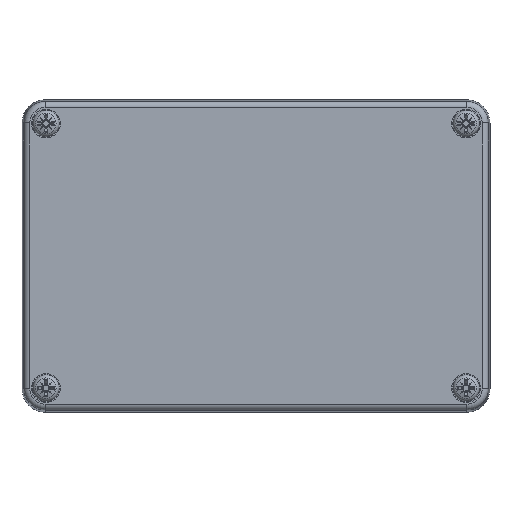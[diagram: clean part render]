
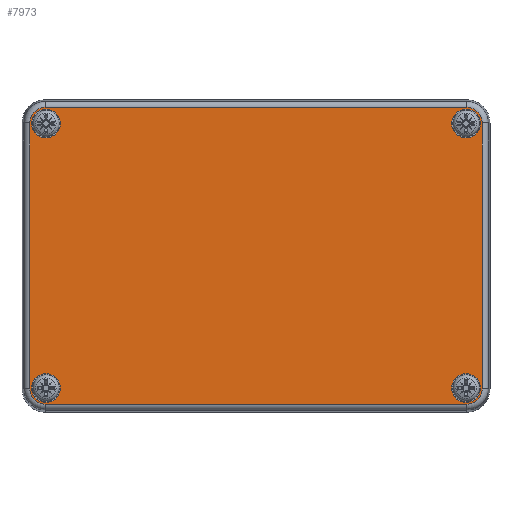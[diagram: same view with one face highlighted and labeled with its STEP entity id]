
A CAD part, top view. The second image highlights one B-rep face of the part: STEP entity #7973.
In plain terms, the highlighted face is planar.
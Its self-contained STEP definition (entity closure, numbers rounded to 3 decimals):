
#7552=CARTESIAN_POINT('',(-54.15,-38.152,-30.0));
#7553=VERTEX_POINT('',#7552);
#7561=CARTESIAN_POINT('',(54.15,-38.152,-30.0));
#7562=VERTEX_POINT('',#7561);
#7563=CARTESIAN_POINT('',(-54.15,-38.152,-30.0));
#7564=DIRECTION('',(1.0,0.0,0.0));
#7565=VECTOR('',#7564,108.3);
#7566=LINE('',#7563,#7565);
#7567=EDGE_CURVE('',#7553,#7562,#7566,.T.);
#7594=CARTESIAN_POINT('',(-58.152,-34.15,-30.0));
#7595=VERTEX_POINT('',#7594);
#7603=CARTESIAN_POINT('',(-54.15,-34.15,-30.0));
#7604=DIRECTION('',(0.0,0.0,1.0));
#7605=DIRECTION('',(-0.707,-0.707,0.0));
#7606=AXIS2_PLACEMENT_3D('',#7603,#7604,#7605);
#7607=CIRCLE('',#7606,4.002);
#7608=EDGE_CURVE('',#7595,#7553,#7607,.T.);
#7626=CARTESIAN_POINT('',(58.152,-34.15,-30.0));
#7627=VERTEX_POINT('',#7626);
#7645=CARTESIAN_POINT('',(54.15,-34.15,-30.0));
#7646=DIRECTION('',(0.0,0.0,1.0));
#7647=DIRECTION('',(0.707,-0.707,0.0));
#7648=AXIS2_PLACEMENT_3D('',#7645,#7646,#7647);
#7649=CIRCLE('',#7648,4.002);
#7650=EDGE_CURVE('',#7562,#7627,#7649,.T.);
#7662=CARTESIAN_POINT('',(-58.152,34.15,-30.0));
#7663=VERTEX_POINT('',#7662);
#7671=CARTESIAN_POINT('',(-58.152,34.15,-30.0));
#7672=DIRECTION('',(0.0,-1.0,0.0));
#7673=VECTOR('',#7672,68.3);
#7674=LINE('',#7671,#7673);
#7675=EDGE_CURVE('',#7663,#7595,#7674,.T.);
#7692=CARTESIAN_POINT('',(58.152,34.15,-30.0));
#7693=VERTEX_POINT('',#7692);
#7710=CARTESIAN_POINT('',(58.152,-34.15,-30.0));
#7711=DIRECTION('',(0.0,1.0,0.0));
#7712=VECTOR('',#7711,68.3);
#7713=LINE('',#7710,#7712);
#7714=EDGE_CURVE('',#7627,#7693,#7713,.T.);
#7726=CARTESIAN_POINT('',(-54.15,38.152,-30.0));
#7727=VERTEX_POINT('',#7726);
#7735=CARTESIAN_POINT('',(-54.15,34.15,-30.0));
#7736=DIRECTION('',(0.0,0.0,1.0));
#7737=DIRECTION('',(-0.707,0.707,0.0));
#7738=AXIS2_PLACEMENT_3D('',#7735,#7736,#7737);
#7739=CIRCLE('',#7738,4.002);
#7740=EDGE_CURVE('',#7727,#7663,#7739,.T.);
#7758=CARTESIAN_POINT('',(54.15,38.152,-30.0));
#7759=VERTEX_POINT('',#7758);
#7777=CARTESIAN_POINT('',(54.15,34.15,-30.0));
#7778=DIRECTION('',(0.0,0.0,1.0));
#7779=DIRECTION('',(0.707,0.707,0.0));
#7780=AXIS2_PLACEMENT_3D('',#7777,#7778,#7779);
#7781=CIRCLE('',#7780,4.002);
#7782=EDGE_CURVE('',#7693,#7759,#7781,.T.);
#7800=CARTESIAN_POINT('',(54.15,38.152,-30.0));
#7801=DIRECTION('',(-1.0,0.0,0.0));
#7802=VECTOR('',#7801,108.3);
#7803=LINE('',#7800,#7802);
#7804=EDGE_CURVE('',#7759,#7727,#7803,.T.);
#7914=CARTESIAN_POINT('',(0.,0.,-30.0));
#7915=DIRECTION('',(0.0,0.0,1.0));
#7916=DIRECTION('',(1.0,0.0,0.0));
#7917=AXIS2_PLACEMENT_3D('',#7914,#7915,#7916);
#7918=PLANE('',#7917);
#7919=ORIENTED_EDGE('',*,*,#7567,.F.);
#7920=ORIENTED_EDGE('',*,*,#7608,.F.);
#7921=ORIENTED_EDGE('',*,*,#7675,.F.);
#7922=ORIENTED_EDGE('',*,*,#7740,.F.);
#7923=ORIENTED_EDGE('',*,*,#7804,.F.);
#7924=ORIENTED_EDGE('',*,*,#7782,.F.);
#7925=ORIENTED_EDGE('',*,*,#7714,.F.);
#7926=ORIENTED_EDGE('',*,*,#7650,.F.);
#7927=EDGE_LOOP('',(#7919,#7920,#7921,#7922,#7923,#7924,#7925,#7926));
#7928=FACE_OUTER_BOUND('',#7927,.T.);
#7929=CARTESIAN_POINT('',(-57.7,-34.,-30.0));
#7930=VERTEX_POINT('',#7929);
#7931=CARTESIAN_POINT('',(-54.0,-34.,-30.0));
#7932=DIRECTION('',(0.0,0.0,1.0));
#7933=DIRECTION('',(1.0,0.0,0.0));
#7934=AXIS2_PLACEMENT_3D('',#7931,#7932,#7933);
#7935=CIRCLE('',#7934,3.7);
#7936=EDGE_CURVE('',#7930,#7930,#7935,.T.);
#7937=ORIENTED_EDGE('',*,*,#7936,.T.);
#7938=EDGE_LOOP('',(#7937));
#7939=FACE_BOUND('',#7938,.T.);
#7940=CARTESIAN_POINT('',(-57.7,34.,-30.0));
#7941=VERTEX_POINT('',#7940);
#7942=CARTESIAN_POINT('',(-54.,34.,-30.0));
#7943=DIRECTION('',(0.0,0.0,1.0));
#7944=DIRECTION('',(1.0,0.0,0.0));
#7945=AXIS2_PLACEMENT_3D('',#7942,#7943,#7944);
#7946=CIRCLE('',#7945,3.7);
#7947=EDGE_CURVE('',#7941,#7941,#7946,.T.);
#7948=ORIENTED_EDGE('',*,*,#7947,.T.);
#7949=EDGE_LOOP('',(#7948));
#7950=FACE_BOUND('',#7949,.T.);
#7951=CARTESIAN_POINT('',(50.3,34.,-30.0));
#7952=VERTEX_POINT('',#7951);
#7953=CARTESIAN_POINT('',(54.,34.,-30.0));
#7954=DIRECTION('',(0.0,0.0,1.0));
#7955=DIRECTION('',(1.0,0.0,0.0));
#7956=AXIS2_PLACEMENT_3D('',#7953,#7954,#7955);
#7957=CIRCLE('',#7956,3.7);
#7958=EDGE_CURVE('',#7952,#7952,#7957,.T.);
#7959=ORIENTED_EDGE('',*,*,#7958,.T.);
#7960=EDGE_LOOP('',(#7959));
#7961=FACE_BOUND('',#7960,.T.);
#7962=CARTESIAN_POINT('',(50.3,-34.,-30.0));
#7963=VERTEX_POINT('',#7962);
#7964=CARTESIAN_POINT('',(54.0,-34.,-30.0));
#7965=DIRECTION('',(0.0,0.0,1.0));
#7966=DIRECTION('',(1.0,0.0,0.0));
#7967=AXIS2_PLACEMENT_3D('',#7964,#7965,#7966);
#7968=CIRCLE('',#7967,3.7);
#7969=EDGE_CURVE('',#7963,#7963,#7968,.T.);
#7970=ORIENTED_EDGE('',*,*,#7969,.T.);
#7971=EDGE_LOOP('',(#7970));
#7972=FACE_BOUND('',#7971,.T.);
#7973=ADVANCED_FACE('',(#7928,#7939,#7950,#7961,#7972),#7918,.F.);
